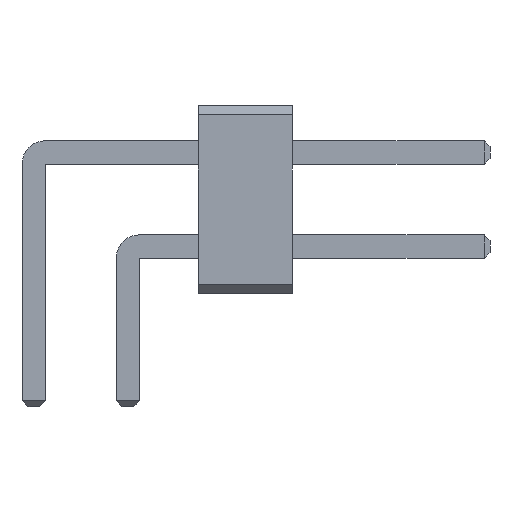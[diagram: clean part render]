
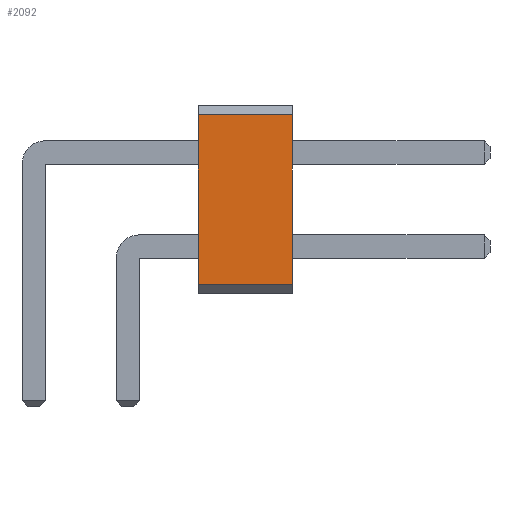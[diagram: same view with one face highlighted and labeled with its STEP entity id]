
A CAD part, front view. The second image highlights one B-rep face of the part: STEP entity #2092.
In plain terms, the highlighted planar face has unit normal (0, -1, 0).
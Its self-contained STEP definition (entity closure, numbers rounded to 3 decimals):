
#13=DIRECTION('',(0.,0.,1.));
#27=VECTOR('',#28,1.);
#28=DIRECTION('',(1.,0.,0.));
#57=DIRECTION('',(0.,-1.,0.));
#2079=VERTEX_POINT('',#2080);
#2080=CARTESIAN_POINT('',(5.5,-71.,0.2));
#2083=EDGE_CURVE('',#2084,#2079,#2086,.T.);
#2084=VERTEX_POINT('',#2085);
#2085=CARTESIAN_POINT('',(3.5,-71.,0.2));
#2086=LINE('',#2085,#27);
#2092=ADVANCED_FACE('',(#2093),#2110,.T.);
#2093=FACE_BOUND('',#2094,.T.);
#2094=EDGE_LOOP('',(#2095,#2096,#2102,#2107));
#2095=ORIENTED_EDGE('',*,*,#2083,.T.);
#2096=ORIENTED_EDGE('',*,*,#2097,.T.);
#2097=EDGE_CURVE('',#2079,#2098,#2100,.T.);
#2098=VERTEX_POINT('',#2099);
#2099=CARTESIAN_POINT('',(5.5,-71.,3.8));
#2100=LINE('',#2080,#2101);
#2101=VECTOR('',#13,1.);
#2102=ORIENTED_EDGE('',*,*,#2103,.F.);
#2103=EDGE_CURVE('',#2104,#2098,#2106,.T.);
#2104=VERTEX_POINT('',#2105);
#2105=CARTESIAN_POINT('',(3.5,-71.,3.8));
#2106=LINE('',#2105,#27);
#2107=ORIENTED_EDGE('',*,*,#2108,.F.);
#2108=EDGE_CURVE('',#2084,#2104,#2109,.T.);
#2109=LINE('',#2085,#2101);
#2110=PLANE('',#2111);
#2111=AXIS2_PLACEMENT_3D('',#2085,#57,#13);
